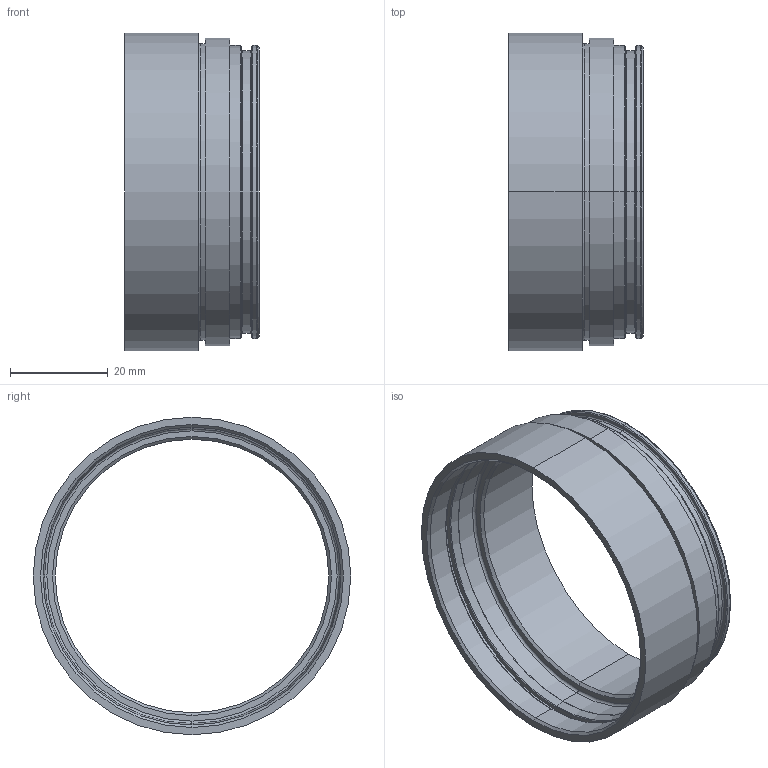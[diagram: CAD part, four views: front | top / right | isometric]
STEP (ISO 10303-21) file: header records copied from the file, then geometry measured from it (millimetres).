
FILE_DESCRIPTION (( 'STEP AP214' ), '1' );
FILE_NAME ('6GF35408AC03_001_STEP.STEP', '2020-03-06T14:56:15', ( '' ), ( '' ), 'SwSTEP 2.0', 'SolidWorks 2019', '' );
FILE_SCHEMA (( 'AUTOMOTIVE_DESIGN' ));
Length unit declared in the file: millimetre
Products named in the file (1): 6GF35408AC03_001_STEP
Bounding box: 27.5 x 65 x 65 mm (x, y, z)
Volume: 12488.2 mm3; surface area: 13049.8 mm2
Topology: 1 solids, 1 shells, 58 faces, 116 edges, 68 vertices
Faces by surface type: cylinder 20, torus 18, cone 10, plane 10
Entity records: 1560 total; most frequent: DIRECTION 320, CARTESIAN_POINT 243, ORIENTED_EDGE 232, AXIS2_PLACEMENT_3D 145, EDGE_CURVE 116, CIRCLE 86, EDGE_LOOP 68, VERTEX_POINT 68
